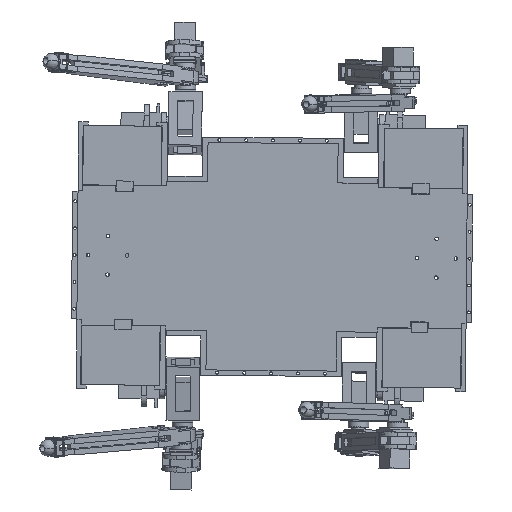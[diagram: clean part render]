
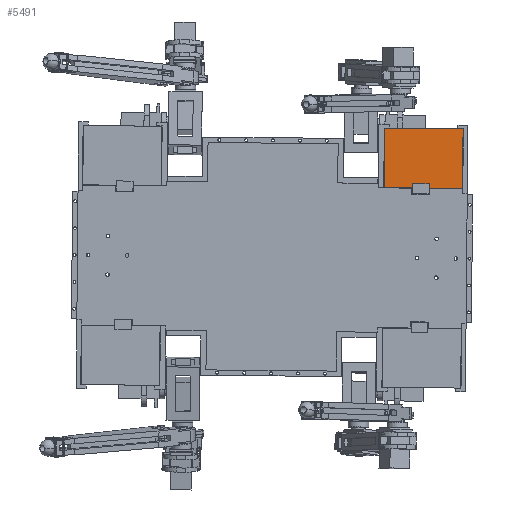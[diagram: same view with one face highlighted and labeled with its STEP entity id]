
A CAD part, front view. The second image highlights one B-rep face of the part: STEP entity #5491.
In plain terms, the highlighted face is planar.
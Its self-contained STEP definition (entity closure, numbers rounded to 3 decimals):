
#525 = DIRECTION ( 'NONE',  ( 0., 1., 0. ) ) ;
#1787 = AXIS2_PLACEMENT_3D ( 'NONE', #34178, #17430, #38881 ) ;
#2417 = CARTESIAN_POINT ( 'NONE',  ( 22.945, 68.569, -85.025 ) ) ;
#2742 = VECTOR ( 'NONE', #34529, 1000. ) ;
#5491 = ADVANCED_FACE ( 'NONE', ( #38520 ), #34026, .T. ) ;
#9374 = VERTEX_POINT ( 'NONE', #35707 ) ;
#10931 = EDGE_CURVE ( 'NONE', #27283, #26722, #25849, .T. ) ;
#10987 = CARTESIAN_POINT ( 'NONE',  ( 22.945, 24.819, -51.97 ) ) ;
#11090 = LINE ( 'NONE', #30373, #42424 ) ;
#12901 = ORIENTED_EDGE ( 'NONE', *, *, #45935, .F. ) ;
#13277 = CARTESIAN_POINT ( 'NONE',  ( 22.945, 68.569, -85.025 ) ) ;
#14261 = CARTESIAN_POINT ( 'NONE',  ( 22.945, 68.569, -51.97 ) ) ;
#14923 = DIRECTION ( 'NONE',  ( 0., 0., -1. ) ) ;
#15426 = EDGE_CURVE ( 'NONE', #27283, #9374, #22661, .T. ) ;
#17430 = DIRECTION ( 'NONE',  ( -1., 0., 0. ) ) ;
#18295 = VERTEX_POINT ( 'NONE', #2417 ) ;
#18405 = CARTESIAN_POINT ( 'NONE',  ( 22.945, 68.569, -51.97 ) ) ;
#19632 = ORIENTED_EDGE ( 'NONE', *, *, #10931, .T. ) ;
#20850 = VECTOR ( 'NONE', #525, 1000. ) ;
#21577 = EDGE_CURVE ( 'NONE', #9374, #18295, #27361, .T. ) ;
#22661 = LINE ( 'NONE', #32734, #38927 ) ;
#25314 = ORIENTED_EDGE ( 'NONE', *, *, #21577, .F. ) ;
#25849 = LINE ( 'NONE', #18405, #20850 ) ;
#26722 = VERTEX_POINT ( 'NONE', #14261 ) ;
#26907 = DIRECTION ( 'NONE',  ( 0., 0., 1. ) ) ;
#27283 = VERTEX_POINT ( 'NONE', #10987 ) ;
#27361 = LINE ( 'NONE', #13277, #2742 ) ;
#30373 = CARTESIAN_POINT ( 'NONE',  ( 22.945, 68.569, -63.15 ) ) ;
#32734 = CARTESIAN_POINT ( 'NONE',  ( 22.945, 24.819, -63.15 ) ) ;
#33956 = ORIENTED_EDGE ( 'NONE', *, *, #15426, .F. ) ;
#34026 = PLANE ( 'NONE',  #1787 ) ;
#34178 = CARTESIAN_POINT ( 'NONE',  ( 22.945, 46.694, -21.813 ) ) ;
#34529 = DIRECTION ( 'NONE',  ( 0., 1., 0. ) ) ;
#35707 = CARTESIAN_POINT ( 'NONE',  ( 22.945, 24.819, -85.025 ) ) ;
#36154 = EDGE_LOOP ( 'NONE', ( #12901, #25314, #33956, #19632 ) ) ;
#38520 = FACE_OUTER_BOUND ( 'NONE', #36154, .T. ) ;
#38881 = DIRECTION ( 'NONE',  ( 0., 0., -1. ) ) ;
#38927 = VECTOR ( 'NONE', #14923, 1000. ) ;
#42424 = VECTOR ( 'NONE', #26907, 1000. ) ;
#45935 = EDGE_CURVE ( 'NONE', #18295, #26722, #11090, .T. ) ;
